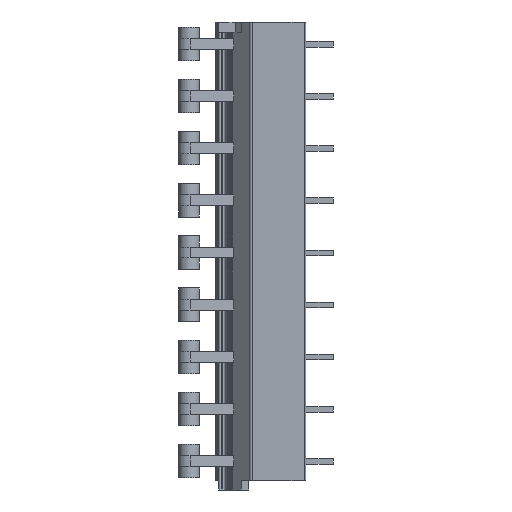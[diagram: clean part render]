
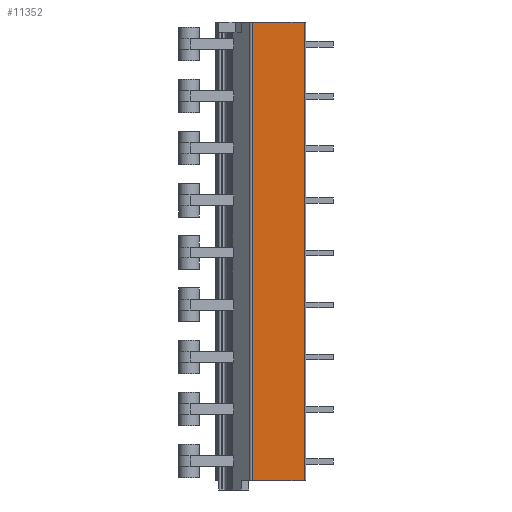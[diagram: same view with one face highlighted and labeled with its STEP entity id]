
A CAD part, left-side view. The second image highlights one B-rep face of the part: STEP entity #11352.
In plain terms, the highlighted planar face has unit normal (-1, 0, 0).
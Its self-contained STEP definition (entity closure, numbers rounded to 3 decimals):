
#30=DIRECTION('',(0.,-1.,0.));
#31=VECTOR('',#30,7.471);
#32=CARTESIAN_POINT('',(0.,7.671,-62.8));
#33=LINE('',#32,#31);
#310=DIRECTION('',(0.,-1.,0.));
#311=VECTOR('',#310,7.471);
#312=CARTESIAN_POINT('',(0.,7.671,3.2));
#313=LINE('',#312,#311);
#483=DIRECTION('',(0.,0.,1.));
#484=VECTOR('',#483,66.);
#485=CARTESIAN_POINT('',(0.,7.671,-62.8));
#486=LINE('',#485,#484);
#487=DIRECTION('',(0.,0.,1.));
#488=VECTOR('',#487,66.);
#489=CARTESIAN_POINT('',(0.,0.2,-62.8));
#490=LINE('',#489,#488);
#8874=CARTESIAN_POINT('',(0.,7.671,-62.8));
#8876=VERTEX_POINT('',#8874);
#8877=CARTESIAN_POINT('',(0.,0.2,-62.8));
#8878=VERTEX_POINT('',#8877);
#8994=CARTESIAN_POINT('',(0.,7.671,3.2));
#8996=VERTEX_POINT('',#8994);
#8997=CARTESIAN_POINT('',(0.,0.2,3.2));
#8998=VERTEX_POINT('',#8997);
#11340=CARTESIAN_POINT('',(0.,7.671,-62.8));
#11341=DIRECTION('',(-1.,0.,0.));
#11342=DIRECTION('',(0.,-1.,0.));
#11343=AXIS2_PLACEMENT_3D('',#11340,#11341,#11342);
#11344=PLANE('',#11343);
#11345=ORIENTED_EDGE('',*,*,#11334,.T.);
#11346=ORIENTED_EDGE('',*,*,#11212,.T.);
#11348=ORIENTED_EDGE('',*,*,#11347,.F.);
#11349=ORIENTED_EDGE('',*,*,#11012,.F.);
#11350=EDGE_LOOP('',(#11345,#11346,#11348,#11349));
#11351=FACE_OUTER_BOUND('',#11350,.F.);
#11352=ADVANCED_FACE('',(#11351),#11344,.T.);
#11012=EDGE_CURVE('',#8876,#8878,#33,.T.);
#11212=EDGE_CURVE('',#8996,#8998,#313,.T.);
#11334=EDGE_CURVE('',#8876,#8996,#486,.T.);
#11347=EDGE_CURVE('',#8878,#8998,#490,.T.);
